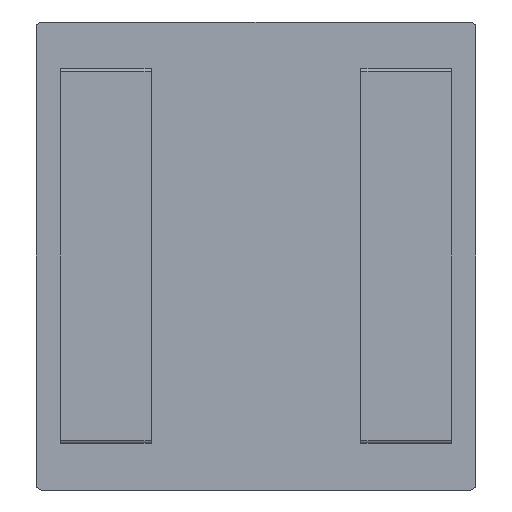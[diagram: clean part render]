
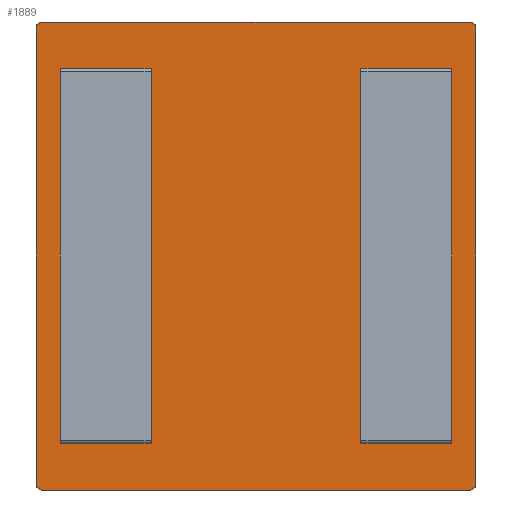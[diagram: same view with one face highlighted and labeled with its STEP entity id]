
A CAD part, front view. The second image highlights one B-rep face of the part: STEP entity #1889.
In plain terms, the highlighted planar face has unit normal (0, -1, 0).
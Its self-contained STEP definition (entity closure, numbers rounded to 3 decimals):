
#83 = LINE ( 'NONE', #512, #3671 ) ;
#89 = DIRECTION ( 'NONE',  ( 0., -1., 0. ) ) ;
#102 = LINE ( 'NONE', #2314, #3888 ) ;
#212 = EDGE_CURVE ( 'NONE', #2396, #334, #1848, .T. ) ;
#233 = ORIENTED_EDGE ( 'NONE', *, *, #1115, .F. ) ;
#247 = VECTOR ( 'NONE', #2129, 1000. ) ;
#255 = ORIENTED_EDGE ( 'NONE', *, *, #2381, .F. ) ;
#316 = DIRECTION ( 'NONE',  ( 0., 0., -1. ) ) ;
#334 = VERTEX_POINT ( 'NONE', #1313 ) ;
#361 = LINE ( 'NONE', #3189, #247 ) ;
#385 = CARTESIAN_POINT ( 'NONE',  ( -7.75, 0., -8.25 ) ) ;
#400 = VERTEX_POINT ( 'NONE', #2031 ) ;
#450 = VECTOR ( 'NONE', #1199, 1000. ) ;
#499 = LINE ( 'NONE', #4232, #1422 ) ;
#512 = CARTESIAN_POINT ( 'NONE',  ( -3.7, 0., 6.6 ) ) ;
#566 = AXIS2_PLACEMENT_3D ( 'NONE', #3678, #89, #4018 ) ;
#598 = VECTOR ( 'NONE', #1119, 1000. ) ;
#658 = VERTEX_POINT ( 'NONE', #2208 ) ;
#671 = ORIENTED_EDGE ( 'NONE', *, *, #3906, .T. ) ;
#678 = AXIS2_PLACEMENT_3D ( 'NONE', #3031, #3043, #3058 ) ;
#681 = ORIENTED_EDGE ( 'NONE', *, *, #2295, .F. ) ;
#709 = CARTESIAN_POINT ( 'NONE',  ( -7.75, 0., 8.05 ) ) ;
#717 = ORIENTED_EDGE ( 'NONE', *, *, #981, .T. ) ;
#736 = VERTEX_POINT ( 'NONE', #3774 ) ;
#783 = CIRCLE ( 'NONE', #678, 0.2 ) ;
#800 = ORIENTED_EDGE ( 'NONE', *, *, #852, .T. ) ;
#817 = VERTEX_POINT ( 'NONE', #1246 ) ;
#822 = CARTESIAN_POINT ( 'NONE',  ( -6.9, 0., -6.6 ) ) ;
#852 = EDGE_CURVE ( 'NONE', #2165, #3578, #783, .T. ) ;
#884 = ORIENTED_EDGE ( 'NONE', *, *, #3097, .F. ) ;
#892 = EDGE_CURVE ( 'NONE', #400, #817, #3049, .T. ) ;
#902 = AXIS2_PLACEMENT_3D ( 'NONE', #1606, #1816, #2242 ) ;
#922 = VECTOR ( 'NONE', #1864, 1000. ) ;
#944 = ORIENTED_EDGE ( 'NONE', *, *, #212, .F. ) ;
#968 = VERTEX_POINT ( 'NONE', #3540 ) ;
#981 = EDGE_CURVE ( 'NONE', #2396, #2976, #1871, .T. ) ;
#1009 = CIRCLE ( 'NONE', #902, 0.2 ) ;
#1028 = VERTEX_POINT ( 'NONE', #1385 ) ;
#1097 = ORIENTED_EDGE ( 'NONE', *, *, #892, .F. ) ;
#1115 = EDGE_CURVE ( 'NONE', #968, #2685, #2480, .T. ) ;
#1119 = DIRECTION ( 'NONE',  ( 0., 0., -1. ) ) ;
#1138 = VECTOR ( 'NONE', #2331, 1000. ) ;
#1199 = DIRECTION ( 'NONE',  ( 0., 0., 1. ) ) ;
#1246 = CARTESIAN_POINT ( 'NONE',  ( 3.7, 0., -6.6 ) ) ;
#1260 = CARTESIAN_POINT ( 'NONE',  ( 3.7, 0., -6.6 ) ) ;
#1301 = ORIENTED_EDGE ( 'NONE', *, *, #1506, .T. ) ;
#1313 = CARTESIAN_POINT ( 'NONE',  ( 7.55, 0., 8.25 ) ) ;
#1332 = CARTESIAN_POINT ( 'NONE',  ( 7.75, 0., -8.25 ) ) ;
#1362 = CARTESIAN_POINT ( 'NONE',  ( -7.55, 0., 8.25 ) ) ;
#1385 = CARTESIAN_POINT ( 'NONE',  ( 7.55, 0., -8.25 ) ) ;
#1396 = CARTESIAN_POINT ( 'NONE',  ( -7.75, 0., -8.05 ) ) ;
#1410 = EDGE_CURVE ( 'NONE', #2165, #2976, #3383, .T. ) ;
#1422 = VECTOR ( 'NONE', #4215, 1000. ) ;
#1506 = EDGE_CURVE ( 'NONE', #1028, #2886, #1009, .T. ) ;
#1552 = FACE_BOUND ( 'NONE', #2736, .T. ) ;
#1606 = CARTESIAN_POINT ( 'NONE',  ( 7.55, 0., -8.05 ) ) ;
#1620 = VECTOR ( 'NONE', #4535, 1000. ) ;
#1717 = DIRECTION ( 'NONE',  ( 0., 0., 1. ) ) ;
#1816 = DIRECTION ( 'NONE',  ( 0., -1., 0. ) ) ;
#1848 = LINE ( 'NONE', #2781, #1620 ) ;
#1857 = CARTESIAN_POINT ( 'NONE',  ( -6.9, 0., -6.6 ) ) ;
#1864 = DIRECTION ( 'NONE',  ( 1., 0., 0. ) ) ;
#1871 = CIRCLE ( 'NONE', #3073, 0.2 ) ;
#1889 = ADVANCED_FACE ( 'NONE', ( #3459, #1552, #2502 ), #3322, .T. ) ;
#1966 = DIRECTION ( 'NONE',  ( -1., 0., 0. ) ) ;
#1972 = CARTESIAN_POINT ( 'NONE',  ( 6.9, 0., -6.6 ) ) ;
#1976 = ORIENTED_EDGE ( 'NONE', *, *, #4177, .F. ) ;
#2012 = VERTEX_POINT ( 'NONE', #3834 ) ;
#2031 = CARTESIAN_POINT ( 'NONE',  ( 3.7, 0., 6.6 ) ) ;
#2129 = DIRECTION ( 'NONE',  ( 1., 0., 0. ) ) ;
#2165 = VERTEX_POINT ( 'NONE', #1396 ) ;
#2174 = LINE ( 'NONE', #2805, #3019 ) ;
#2208 = CARTESIAN_POINT ( 'NONE',  ( -3.7, 0., 6.6 ) ) ;
#2237 = LINE ( 'NONE', #4046, #450 ) ;
#2242 = DIRECTION ( 'NONE',  ( 0., 0., -1. ) ) ;
#2295 = EDGE_CURVE ( 'NONE', #2685, #2012, #3780, .T. ) ;
#2314 = CARTESIAN_POINT ( 'NONE',  ( -7.75, 0., -8.25 ) ) ;
#2331 = DIRECTION ( 'NONE',  ( 0., 0., -1. ) ) ;
#2381 = EDGE_CURVE ( 'NONE', #736, #2886, #2825, .T. ) ;
#2396 = VERTEX_POINT ( 'NONE', #1362 ) ;
#2458 = DIRECTION ( 'NONE',  ( 0., -1., 0. ) ) ;
#2480 = LINE ( 'NONE', #1857, #598 ) ;
#2502 = FACE_BOUND ( 'NONE', #4392, .T. ) ;
#2673 = CARTESIAN_POINT ( 'NONE',  ( -7.55, 0., -8.25 ) ) ;
#2685 = VERTEX_POINT ( 'NONE', #822 ) ;
#2736 = EDGE_LOOP ( 'NONE', ( #681, #233, #3790, #3907 ) ) ;
#2781 = CARTESIAN_POINT ( 'NONE',  ( -7.75, 0., 8.25 ) ) ;
#2805 = CARTESIAN_POINT ( 'NONE',  ( -3.7, 0., -6.6 ) ) ;
#2819 = VERTEX_POINT ( 'NONE', #3500 ) ;
#2825 = LINE ( 'NONE', #1332, #3455 ) ;
#2884 = ORIENTED_EDGE ( 'NONE', *, *, #3124, .F. ) ;
#2886 = VERTEX_POINT ( 'NONE', #3877 ) ;
#2976 = VERTEX_POINT ( 'NONE', #709 ) ;
#3019 = VECTOR ( 'NONE', #1717, 1000. ) ;
#3031 = CARTESIAN_POINT ( 'NONE',  ( -7.55, 0., -8.05 ) ) ;
#3043 = DIRECTION ( 'NONE',  ( 0., -1., 0. ) ) ;
#3049 = LINE ( 'NONE', #1260, #1138 ) ;
#3058 = DIRECTION ( 'NONE',  ( 0., 0., -1. ) ) ;
#3073 = AXIS2_PLACEMENT_3D ( 'NONE', #4249, #4266, #4544 ) ;
#3097 = EDGE_CURVE ( 'NONE', #2819, #400, #499, .T. ) ;
#3124 = EDGE_CURVE ( 'NONE', #817, #3699, #361, .T. ) ;
#3143 = DIRECTION ( 'NONE',  ( 0., 0., -1. ) ) ;
#3189 = CARTESIAN_POINT ( 'NONE',  ( 3.7, 0., -6.6 ) ) ;
#3322 = PLANE ( 'NONE',  #566 ) ;
#3383 = LINE ( 'NONE', #385, #4089 ) ;
#3455 = VECTOR ( 'NONE', #3143, 1000. ) ;
#3459 = FACE_OUTER_BOUND ( 'NONE', #3904, .T. ) ;
#3491 = AXIS2_PLACEMENT_3D ( 'NONE', #4575, #2458, #316 ) ;
#3500 = CARTESIAN_POINT ( 'NONE',  ( 6.9, 0., 6.6 ) ) ;
#3513 = EDGE_CURVE ( 'NONE', #658, #968, #83, .T. ) ;
#3540 = CARTESIAN_POINT ( 'NONE',  ( -6.9, 0., 6.6 ) ) ;
#3578 = VERTEX_POINT ( 'NONE', #2673 ) ;
#3652 = CARTESIAN_POINT ( 'NONE',  ( -3.7, 0., -6.6 ) ) ;
#3671 = VECTOR ( 'NONE', #4054, 1000. ) ;
#3678 = CARTESIAN_POINT ( 'NONE',  ( 0., 0., 0. ) ) ;
#3699 = VERTEX_POINT ( 'NONE', #1972 ) ;
#3774 = CARTESIAN_POINT ( 'NONE',  ( 7.75, 0., 8.05 ) ) ;
#3780 = LINE ( 'NONE', #3652, #922 ) ;
#3790 = ORIENTED_EDGE ( 'NONE', *, *, #3513, .F. ) ;
#3834 = CARTESIAN_POINT ( 'NONE',  ( -3.7, 0., -6.6 ) ) ;
#3877 = CARTESIAN_POINT ( 'NONE',  ( 7.75, 0., -8.05 ) ) ;
#3888 = VECTOR ( 'NONE', #1966, 1000. ) ;
#3900 = EDGE_CURVE ( 'NONE', #2012, #658, #2174, .T. ) ;
#3904 = EDGE_LOOP ( 'NONE', ( #4166, #1301, #255, #671, #944, #717, #4519, #800 ) ) ;
#3906 = EDGE_CURVE ( 'NONE', #736, #334, #3946, .T. ) ;
#3907 = ORIENTED_EDGE ( 'NONE', *, *, #3900, .F. ) ;
#3946 = CIRCLE ( 'NONE', #3491, 0.2 ) ;
#4012 = DIRECTION ( 'NONE',  ( 0., 0., 1. ) ) ;
#4018 = DIRECTION ( 'NONE',  ( 0., 0., -1. ) ) ;
#4046 = CARTESIAN_POINT ( 'NONE',  ( 6.9, 0., -6.6 ) ) ;
#4054 = DIRECTION ( 'NONE',  ( -1., 0., 0. ) ) ;
#4089 = VECTOR ( 'NONE', #4012, 1000. ) ;
#4166 = ORIENTED_EDGE ( 'NONE', *, *, #4234, .F. ) ;
#4177 = EDGE_CURVE ( 'NONE', #3699, #2819, #2237, .T. ) ;
#4215 = DIRECTION ( 'NONE',  ( -1., 0., 0. ) ) ;
#4232 = CARTESIAN_POINT ( 'NONE',  ( 3.7, 0., 6.6 ) ) ;
#4234 = EDGE_CURVE ( 'NONE', #1028, #3578, #102, .T. ) ;
#4249 = CARTESIAN_POINT ( 'NONE',  ( -7.55, 0., 8.05 ) ) ;
#4266 = DIRECTION ( 'NONE',  ( 0., -1., 0. ) ) ;
#4392 = EDGE_LOOP ( 'NONE', ( #1976, #2884, #1097, #884 ) ) ;
#4519 = ORIENTED_EDGE ( 'NONE', *, *, #1410, .F. ) ;
#4535 = DIRECTION ( 'NONE',  ( 1., 0., 0. ) ) ;
#4544 = DIRECTION ( 'NONE',  ( 0., 0., -1. ) ) ;
#4575 = CARTESIAN_POINT ( 'NONE',  ( 7.55, 0., 8.05 ) ) ;
